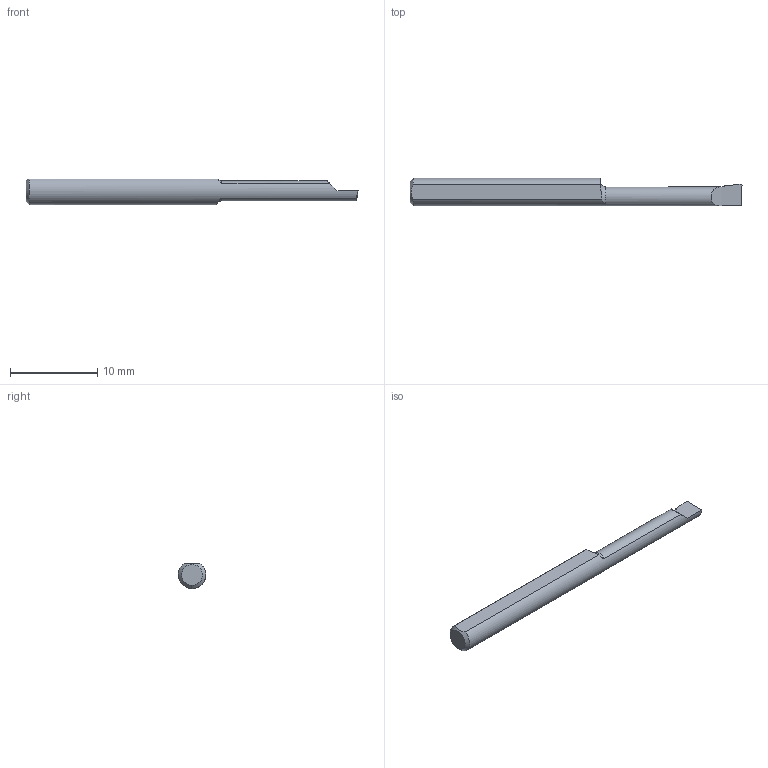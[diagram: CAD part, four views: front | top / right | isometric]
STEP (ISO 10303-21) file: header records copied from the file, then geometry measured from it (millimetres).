
FILE_DESCRIPTION (( 'STEP AP214' ), '1' );
FILE_NAME ('B100600R.STEP', '2020-05-08T22:22:54', ( '' ), ( '' ), 'SwSTEP 2.0', 'SolidWorks 2018', '' );
FILE_SCHEMA (( 'AUTOMOTIVE_DESIGN' ));
Length unit declared in the file: inch
Products named in the file (1): B100600R
Bounding box: 38.1 x 3.17 x 2.91 mm (x, y, z)
Volume: 224.1 mm3; surface area: 337.7 mm2
Topology: 1 solids, 1 shells, 19 faces, 49 edges, 32 vertices
Faces by surface type: plane 12, cylinder 4, cone 2, torus 1
Entity records: 652 total; most frequent: CARTESIAN_POINT 170, ORIENTED_EDGE 98, DIRECTION 86, EDGE_CURVE 49, VERTEX_POINT 32, AXIS2_PLACEMENT_3D 30, VECTOR 26, LINE 26
